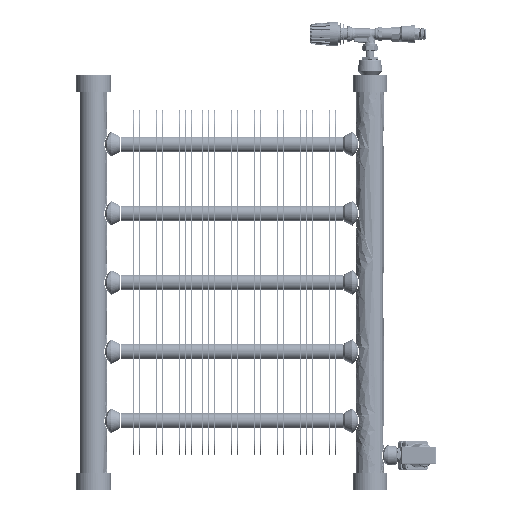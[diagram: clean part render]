
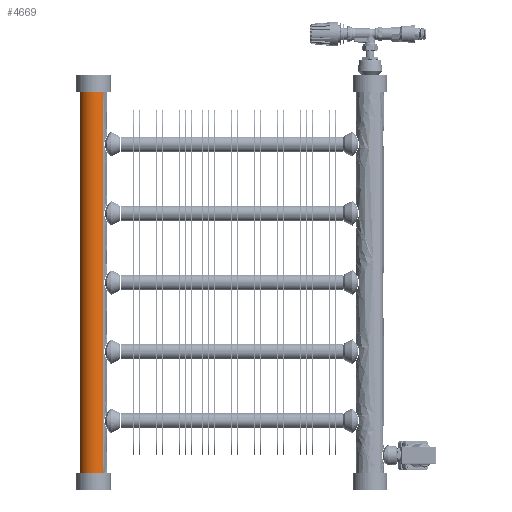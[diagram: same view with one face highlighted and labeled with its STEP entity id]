
A CAD part, left-side view. The second image highlights one B-rep face of the part: STEP entity #4669.
In plain terms, the highlighted free-form (B-spline) face has degree [2, 1] with [5, 2] control points.
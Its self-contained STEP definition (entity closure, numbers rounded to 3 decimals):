
#4626 = VERTEX_POINT('',#4627);
#4627 = CARTESIAN_POINT('',(27.105,800.198,
    -1131.453));
#4628 = VERTEX_POINT('',#4629);
#4629 = CARTESIAN_POINT('',(-27.105,745.988,
    -1131.453));
#4637 = EDGE_CURVE('',#4626,#4638,#4640,.T.);
#4638 = VERTEX_POINT('',#4639);
#4639 = CARTESIAN_POINT('',(27.105,800.198,
    -29.184));
#4640 = B_SPLINE_CURVE_WITH_KNOTS('',1,(#4641,#4642),.UNSPECIFIED.,.F.,
  .F.,(2,2),(0.,869.163),.PIECEWISE_BEZIER_KNOTS.);
#4641 = CARTESIAN_POINT('',(27.105,800.198,
    -1131.453));
#4642 = CARTESIAN_POINT('',(27.105,800.198,
    -29.184));
#4645 = VERTEX_POINT('',#4646);
#4646 = CARTESIAN_POINT('',(-27.105,745.988,
    -29.184));
#4654 = EDGE_CURVE('',#4628,#4645,#4655,.T.);
#4655 = B_SPLINE_CURVE_WITH_KNOTS('',1,(#4656,#4657),.UNSPECIFIED.,.F.,
  .F.,(2,2),(0.,869.163),.PIECEWISE_BEZIER_KNOTS.);
#4656 = CARTESIAN_POINT('',(-27.105,745.988,
    -1131.453));
#4657 = CARTESIAN_POINT('',(-27.105,745.988,
    -29.184));
#4669 = ADVANCED_FACE('',(#4670),#4690,.T.);
#4670 = FACE_BOUND('',#4671,.T.);
#4671 = EDGE_LOOP('',(#4672,#4673,#4681,#4682));
#4672 = ORIENTED_EDGE('',*,*,#4637,.F.);
#4673 = ORIENTED_EDGE('',*,*,#4674,.F.);
#4674 = EDGE_CURVE('',#4628,#4626,#4675,.T.);
#4675 = ( BOUNDED_CURVE() B_SPLINE_CURVE(2,(#4676,#4677,#4678,#4679,
#4680),.UNSPECIFIED.,.F.,.F.) B_SPLINE_CURVE_WITH_KNOTS((3,2,3),(
    3.142,4.712,6.283),
.PIECEWISE_BEZIER_KNOTS.) CURVE() GEOMETRIC_REPRESENTATION_ITEM() 
RATIONAL_B_SPLINE_CURVE((1.,0.707,1.,0.707,1.)) 
REPRESENTATION_ITEM('') );
#4676 = CARTESIAN_POINT('',(-27.105,745.988,
    -1131.453));
#4677 = CARTESIAN_POINT('',(-54.21,773.093,
    -1131.453));
#4678 = CARTESIAN_POINT('',(-27.105,800.198,
    -1131.453));
#4679 = CARTESIAN_POINT('',(0.,827.303,
    -1131.453));
#4680 = CARTESIAN_POINT('',(27.105,800.198,
    -1131.453));
#4681 = ORIENTED_EDGE('',*,*,#4654,.T.);
#4682 = ORIENTED_EDGE('',*,*,#4683,.T.);
#4683 = EDGE_CURVE('',#4645,#4638,#4684,.T.);
#4684 = ( BOUNDED_CURVE() B_SPLINE_CURVE(2,(#4685,#4686,#4687,#4688,
#4689),.UNSPECIFIED.,.F.,.F.) B_SPLINE_CURVE_WITH_KNOTS((3,2,3),(
    3.142,4.712,6.283),
.PIECEWISE_BEZIER_KNOTS.) CURVE() GEOMETRIC_REPRESENTATION_ITEM() 
RATIONAL_B_SPLINE_CURVE((1.,0.707,1.,0.707,1.)) 
REPRESENTATION_ITEM('') );
#4685 = CARTESIAN_POINT('',(-27.105,745.988,
    -29.184));
#4686 = CARTESIAN_POINT('',(-54.21,773.093,
    -29.184));
#4687 = CARTESIAN_POINT('',(-27.105,800.198,
    -29.184));
#4688 = CARTESIAN_POINT('',(0.,827.303,
    -29.184));
#4689 = CARTESIAN_POINT('',(27.105,800.198,
    -29.184));
#4690 = ( BOUNDED_SURFACE() B_SPLINE_SURFACE(2,1,(
    (#4691,#4692)
    ,(#4693,#4694)
    ,(#4695,#4696)
    ,(#4697,#4698)
    ,(#4699,#4700
)),.UNSPECIFIED.,.F.,.F.,.F.) B_SPLINE_SURFACE_WITH_KNOTS((3,2,3),(2,2),
  (3.142,4.712,6.283),(0.,869.163),
.PIECEWISE_BEZIER_KNOTS.) GEOMETRIC_REPRESENTATION_ITEM() 
RATIONAL_B_SPLINE_SURFACE((
    (1.,1.)
    ,(0.707,0.707)
    ,(1.,1.)
    ,(0.707,0.707)
,(1.,1.))) REPRESENTATION_ITEM('') SURFACE() );
#4691 = CARTESIAN_POINT('',(27.105,800.198,
    -1131.453));
#4692 = CARTESIAN_POINT('',(27.105,800.198,
    -29.184));
#4693 = CARTESIAN_POINT('',(0.,827.303,
    -1131.453));
#4694 = CARTESIAN_POINT('',(0.,827.303,
    -29.184));
#4695 = CARTESIAN_POINT('',(-27.105,800.198,
    -1131.453));
#4696 = CARTESIAN_POINT('',(-27.105,800.198,
    -29.184));
#4697 = CARTESIAN_POINT('',(-54.21,773.093,
    -1131.453));
#4698 = CARTESIAN_POINT('',(-54.21,773.093,
    -29.184));
#4699 = CARTESIAN_POINT('',(-27.105,745.988,
    -1131.453));
#4700 = CARTESIAN_POINT('',(-27.105,745.988,
    -29.184));
